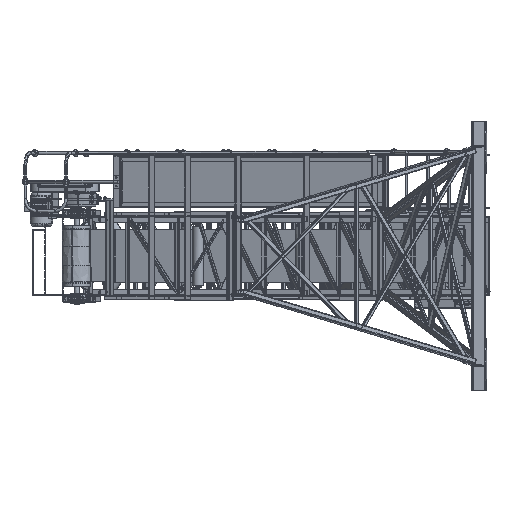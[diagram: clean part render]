
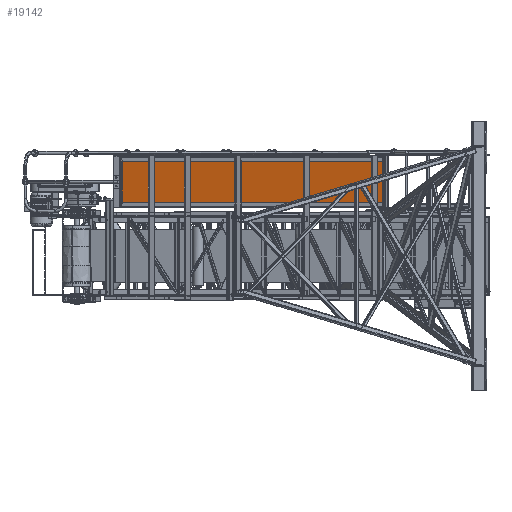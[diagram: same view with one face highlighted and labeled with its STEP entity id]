
A CAD part, left-side view. The second image highlights one B-rep face of the part: STEP entity #19142.
In plain terms, the highlighted free-form (B-spline) face has degree [1, 1] with [2, 2] control points.
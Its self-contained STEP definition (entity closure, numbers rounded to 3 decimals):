
#19142 = ADVANCED_FACE('',(#19143),#19173,.F.);
#19143 = FACE_BOUND('',#19144,.F.);
#19144 = EDGE_LOOP('',(#19145,#19154,#19161,#19168));
#19145 = ORIENTED_EDGE('',*,*,#19146,.T.);
#19146 = EDGE_CURVE('',#19147,#19149,#19151,.T.);
#19147 = VERTEX_POINT('',#19148);
#19148 = CARTESIAN_POINT('',(-9020.678,3672.538,
    954.496));
#19149 = VERTEX_POINT('',#19150);
#19150 = CARTESIAN_POINT('',(-2427.012,1141.467,
    954.496));
#19151 = B_SPLINE_CURVE_WITH_KNOTS('',1,(#19152,#19153),.UNSPECIFIED.,
  .F.,.F.,(2,2),(-4232.5,4232.5),.PIECEWISE_BEZIER_KNOTS.);
#19152 = CARTESIAN_POINT('',(-9020.678,3672.538,
    954.496));
#19153 = CARTESIAN_POINT('',(-2427.012,1141.467,
    954.496));
#19154 = ORIENTED_EDGE('',*,*,#19155,.T.);
#19155 = EDGE_CURVE('',#19149,#19156,#19158,.T.);
#19156 = VERTEX_POINT('',#19157);
#19157 = CARTESIAN_POINT('',(-2427.012,1141.467,
    470.573));
#19158 = B_SPLINE_CURVE_WITH_KNOTS('',1,(#19159,#19160),.UNSPECIFIED.,
  .F.,.F.,(2,2),(-290.,290.),.PIECEWISE_BEZIER_KNOTS.);
#19159 = CARTESIAN_POINT('',(-2427.012,1141.467,
    954.496));
#19160 = CARTESIAN_POINT('',(-2427.012,1141.467,
    470.573));
#19161 = ORIENTED_EDGE('',*,*,#19162,.T.);
#19162 = EDGE_CURVE('',#19156,#19163,#19165,.T.);
#19163 = VERTEX_POINT('',#19164);
#19164 = CARTESIAN_POINT('',(-9020.678,3672.538,
    470.573));
#19165 = B_SPLINE_CURVE_WITH_KNOTS('',1,(#19166,#19167),.UNSPECIFIED.,
  .F.,.F.,(2,2),(-4232.5,4232.5),.PIECEWISE_BEZIER_KNOTS.);
#19166 = CARTESIAN_POINT('',(-2427.012,1141.467,
    470.573));
#19167 = CARTESIAN_POINT('',(-9020.678,3672.538,
    470.573));
#19168 = ORIENTED_EDGE('',*,*,#19169,.T.);
#19169 = EDGE_CURVE('',#19163,#19147,#19170,.T.);
#19170 = B_SPLINE_CURVE_WITH_KNOTS('',1,(#19171,#19172),.UNSPECIFIED.,
  .F.,.F.,(2,2),(-290.,290.),.PIECEWISE_BEZIER_KNOTS.);
#19171 = CARTESIAN_POINT('',(-9020.678,3672.538,
    470.573));
#19172 = CARTESIAN_POINT('',(-9020.678,3672.538,
    954.496));
#19173 = B_SPLINE_SURFACE_WITH_KNOTS('',1,1,(
    (#19174,#19175)
    ,(#19176,#19177
    )),.UNSPECIFIED.,.F.,.F.,.F.,(2,2),(2,2),(-4232.5,4232.5),(
    -290.,290.),.PIECEWISE_BEZIER_KNOTS.);
#19174 = CARTESIAN_POINT('',(-2427.012,1141.467,
    470.573));
#19175 = CARTESIAN_POINT('',(-2427.012,1141.467,
    954.496));
#19176 = CARTESIAN_POINT('',(-9020.678,3672.538,
    470.573));
#19177 = CARTESIAN_POINT('',(-9020.678,3672.538,
    954.496));
